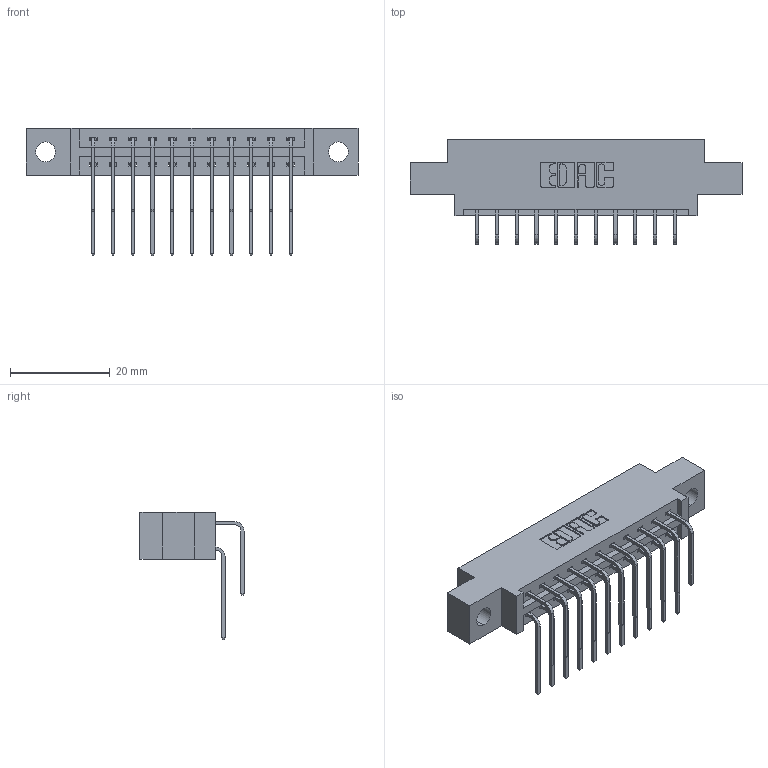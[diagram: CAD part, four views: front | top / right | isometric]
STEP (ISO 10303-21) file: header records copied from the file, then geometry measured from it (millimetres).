
FILE_DESCRIPTION (( 'STEP AP203' ), '1' );
FILE_NAME ('387-022-559-804.STEP', '2019-10-16T17:30:26', ( '' ), ( '' ), 'SwSTEP 2.0', 'SolidWorks 2016', '' );
FILE_SCHEMA (( 'CONFIG_CONTROL_DESIGN' ));
Length unit declared in the file: inch
Products named in the file (4): 387-022-559-804; 345-292-001_559 Tail - 2; 337 Part_0.170 Offset - 0.156 Dia-TH; 345-292-001_558 559 Tail - 1
Assembly tree (23 placements, depth 2):
  387-022-559-804
    337 Part_0.170 Offset - 0.156 Dia-TH
    345-292-001_558 559 Tail - 1  x11
    345-292-001_559 Tail - 2  x11
Bounding box: 66.6 x 20.9 x 25.53 mm (x, y, z)
Volume: 6527.6 mm3; surface area: 7620.8 mm2
Topology: 23 solids, 23 shells, 1350 faces, 3997 edges, 2634 vertices
Faces by surface type: plane 954, cylinder 396
Entity records: 14457 total; most frequent: CARTESIAN_POINT 2509, ORIENTED_EDGE 2394, DIRECTION 2173, EDGE_CURVE 1197, VECTOR 1029, LINE 1029, VERTEX_POINT 794, AXIS2_PLACEMENT_3D 572
